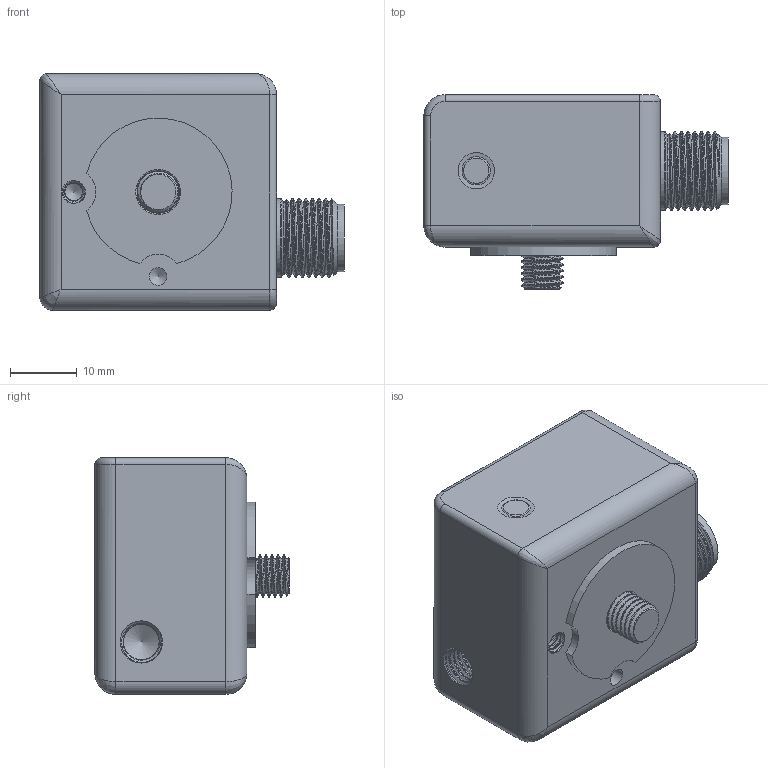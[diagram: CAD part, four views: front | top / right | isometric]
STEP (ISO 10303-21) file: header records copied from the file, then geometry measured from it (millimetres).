
FILE_DESCRIPTION(/* description */ (''),/* implementation_level */ '2;1');
FILE_NAME(/* name */ 'MASTER_TRIAX_M12.stp',/* time_stamp */ '2017-04-25T15:53:03-04:00',/* author */ ('aneininger'),/* organization */ (''),/* preprocessor_version */ 'ST-DEVELOPER v16.5',/* originating_system */ 'Autodesk Inventor 2017',/* authorisation */ '');
FILE_SCHEMA (('AUTOMOTIVE_DESIGN { 1 0 10303 214 3 1 1 }'));
Length unit declared in the file: inch
Products named in the file (3): MASTER_TRIAX_M12; MASTER_TRIAX_M12_1; ACP32108
Assembly tree (2 placements, depth 2):
  MASTER_TRIAX_M12
    MASTER_TRIAX_M12_1
    ACP32108
Bounding box: 45.72 x 29.21 x 35.56 mm (x, y, z)
Volume: 28719.1 mm3; surface area: 8190.9 mm2
Topology: 2 solids, 3 shells, 131 faces, 293 edges, 179 vertices
Faces by surface type: cylinder 37, plane 35, bspline 33, cone 15, torus 11
Full cylindrical faces by diameter (mm): 0.991 x1, 1.016 x4, 2.032 x4, 2.642 x2, 4.953 x1, 5.359 x3, 6.756 x1, 8.382 x1, 9.525 x1, 10.16 x1, 10.668 x1, 11.811 x1
Entity records: 15815 total; most frequent: CARTESIAN_POINT 13058, DIRECTION 489, ORIENTED_EDGE 488, EDGE_CURVE 243, AXIS2_PLACEMENT_3D 219, EDGE_LOOP 183, VERTEX_POINT 167, STYLED_ITEM 133
